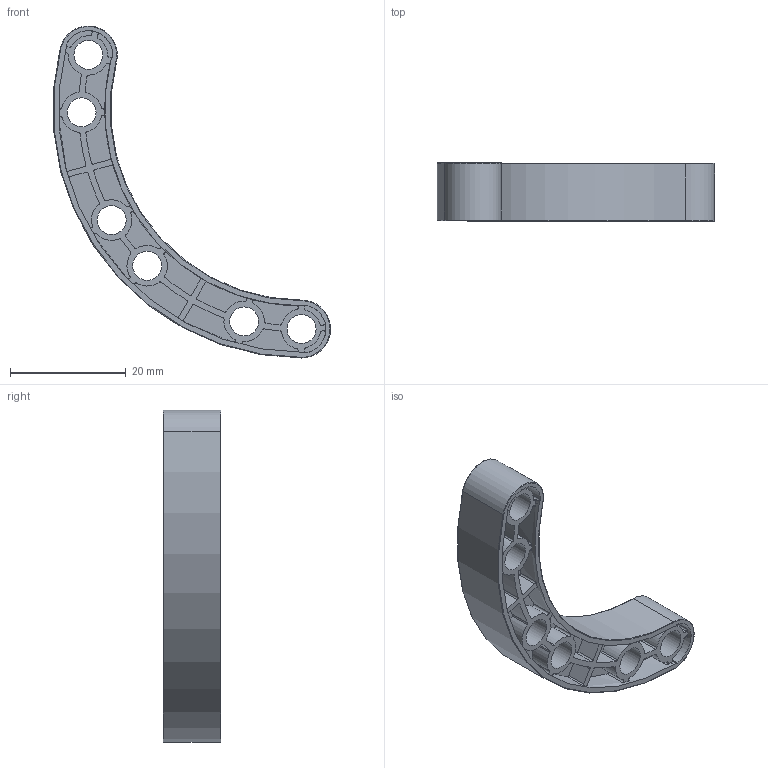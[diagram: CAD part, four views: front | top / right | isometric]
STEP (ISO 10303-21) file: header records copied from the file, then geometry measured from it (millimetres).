
FILE_DESCRIPTION(/* description */ (''),/* implementation_level */ '2;1');
FILE_NAME(/* name */ 'CB6H.stp',/* time_stamp */ '2019-05-10T14:14:41+02:00',/* author */ ('Varga Daniel'),/* organization */ (''),/* preprocessor_version */ 'ST-DEVELOPER v18',/* originating_system */ 'Autodesk Inventor 2020',/* authorisation */ '');
FILE_SCHEMA (('AUTOMOTIVE_DESIGN { 1 0 10303 214 3 1 1 }'));
Length unit declared in the file: millimetre
Products named in the file (1): Curved_beam_6h
Bounding box: 47.86 x 10 x 57.35 mm (x, y, z)
Volume: 3348.7 mm3; surface area: 6646.1 mm2
Topology: 1 solids, 1 shells, 326 faces, 958 edges, 636 vertices
Faces by surface type: cylinder 254, plane 64, torus 8
Full cylindrical faces by diameter (mm): 5 x6
Entity records: 11259 total; most frequent: DIRECTION 2208, CARTESIAN_POINT 1921, ORIENTED_EDGE 1916, EDGE_CURVE 958, AXIS2_PLACEMENT_3D 923, VERTEX_POINT 636, CIRCLE 596, LINE 362
